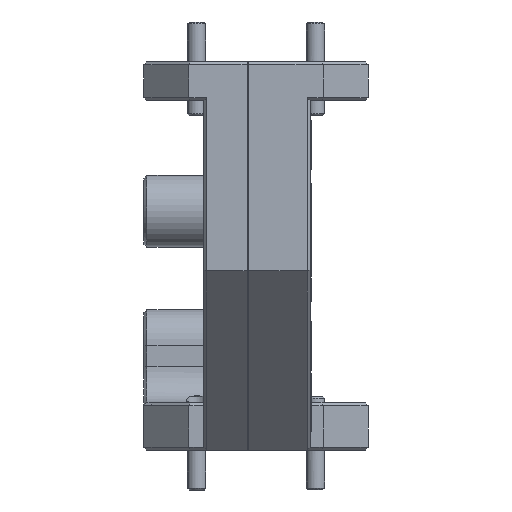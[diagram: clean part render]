
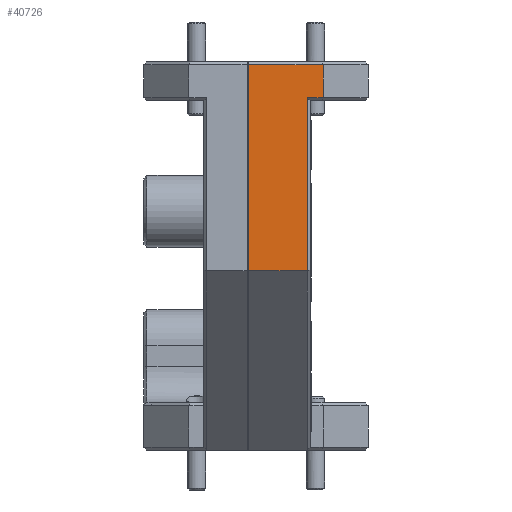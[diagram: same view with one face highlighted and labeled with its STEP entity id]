
A CAD part, left-side view. The second image highlights one B-rep face of the part: STEP entity #40726.
In plain terms, the highlighted planar face has unit normal (-1, 0, 0).
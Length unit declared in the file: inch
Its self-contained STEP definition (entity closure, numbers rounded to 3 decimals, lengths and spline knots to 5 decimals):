
#3 = CARTESIAN_POINT ( 'NONE',  ( -3.86417, -0.50685, 1.08204 ) ) ;
#43 = CARTESIAN_POINT ( 'NONE',  ( -3.86417, -0.55985, 1.66204 ) ) ;
#491 = VECTOR ( 'NONE', #9955, 39.37008 ) ;
#857 = VECTOR ( 'NONE', #25159, 39.37008 ) ;
#1933 = DIRECTION ( 'NONE',  ( 0., 1., 0. ) ) ;
#3110 = LINE ( 'NONE', #18519, #42678 ) ;
#3372 = EDGE_CURVE ( 'NONE', #25057, #19514, #5081, .T. ) ;
#3891 = VERTEX_POINT ( 'NONE', #16071 ) ;
#4579 = CARTESIAN_POINT ( 'NONE',  ( -3.86417, -0.30985, 1.78204 ) ) ;
#5081 = LINE ( 'NONE', #4579, #37789 ) ;
#5345 = CARTESIAN_POINT ( 'NONE',  ( -3.86417, -0.51685, 1.78204 ) ) ;
#5949 = ORIENTED_EDGE ( 'NONE', *, *, #6981, .T. ) ;
#6981 = EDGE_CURVE ( 'NONE', #3891, #25057, #18148, .T. ) ;
#9955 = DIRECTION ( 'NONE',  ( 0., 0., 1. ) ) ;
#11659 = CARTESIAN_POINT ( 'NONE',  ( -3.86417, -0.30985, 1.08204 ) ) ;
#12840 = LINE ( 'NONE', #28511, #857 ) ;
#13274 = VECTOR ( 'NONE', #1933, 39.37008 ) ;
#14002 = ORIENTED_EDGE ( 'NONE', *, *, #3372, .T. ) ;
#16071 = CARTESIAN_POINT ( 'NONE',  ( -3.86417, -0.55985, 1.77204 ) ) ;
#18148 = LINE ( 'NONE', #18396, #30575 ) ;
#18264 = DIRECTION ( 'NONE',  ( 0., 0., 1. ) ) ;
#18396 = CARTESIAN_POINT ( 'NONE',  ( -3.86417, -0.51685, 1.77204 ) ) ;
#18519 = CARTESIAN_POINT ( 'NONE',  ( -3.86417, -0.50685, 1.78204 ) ) ;
#18982 = EDGE_LOOP ( 'NONE', ( #36716, #47399, #31998, #20072, #5949, #14002 ) ) ;
#19514 = VERTEX_POINT ( 'NONE', #11659 ) ;
#20072 = ORIENTED_EDGE ( 'NONE', *, *, #25758, .T. ) ;
#20729 = VERTEX_POINT ( 'NONE', #3 ) ;
#21688 = EDGE_CURVE ( 'NONE', #20729, #33559, #3110, .T. ) ;
#21712 = LINE ( 'NONE', #37137, #13274 ) ;
#21982 = EDGE_CURVE ( 'NONE', #33559, #31384, #12840, .T. ) ;
#25057 = VERTEX_POINT ( 'NONE', #48845 ) ;
#25159 = DIRECTION ( 'NONE',  ( 0., -1., 0. ) ) ;
#25758 = EDGE_CURVE ( 'NONE', #31384, #3891, #48709, .T. ) ;
#28215 = DIRECTION ( 'NONE',  ( 0., 0., -1. ) ) ;
#28486 = FACE_OUTER_BOUND ( 'NONE', #18982, .T. ) ;
#28511 = CARTESIAN_POINT ( 'NONE',  ( -3.86417, -0.55985, 1.66204 ) ) ;
#28987 = DIRECTION ( 'NONE',  ( 0., 0., 1. ) ) ;
#29479 = CARTESIAN_POINT ( 'NONE',  ( -3.86417, -0.55985, 1.78204 ) ) ;
#30575 = VECTOR ( 'NONE', #34084, 39.37008 ) ;
#31384 = VERTEX_POINT ( 'NONE', #43 ) ;
#31998 = ORIENTED_EDGE ( 'NONE', *, *, #21982, .T. ) ;
#32564 = AXIS2_PLACEMENT_3D ( 'NONE', #5345, #36947, #28987 ) ;
#33559 = VERTEX_POINT ( 'NONE', #34881 ) ;
#34084 = DIRECTION ( 'NONE',  ( 0., 1., 0. ) ) ;
#34881 = CARTESIAN_POINT ( 'NONE',  ( -3.86417, -0.50685, 1.66204 ) ) ;
#36716 = ORIENTED_EDGE ( 'NONE', *, *, #47170, .F. ) ;
#36947 = DIRECTION ( 'NONE',  ( 1., 0., 0. ) ) ;
#37137 = CARTESIAN_POINT ( 'NONE',  ( -3.86417, -0.51685, 1.08204 ) ) ;
#37789 = VECTOR ( 'NONE', #28215, 39.37008 ) ;
#40726 = ADVANCED_FACE ( 'NONE', ( #28486 ), #43920, .F. ) ;
#42678 = VECTOR ( 'NONE', #18264, 39.37008 ) ;
#43920 = PLANE ( 'NONE',  #32564 ) ;
#47170 = EDGE_CURVE ( 'NONE', #20729, #19514, #21712, .T. ) ;
#47399 = ORIENTED_EDGE ( 'NONE', *, *, #21688, .T. ) ;
#48709 = LINE ( 'NONE', #29479, #491 ) ;
#48845 = CARTESIAN_POINT ( 'NONE',  ( -3.86417, -0.30985, 1.77204 ) ) ;
